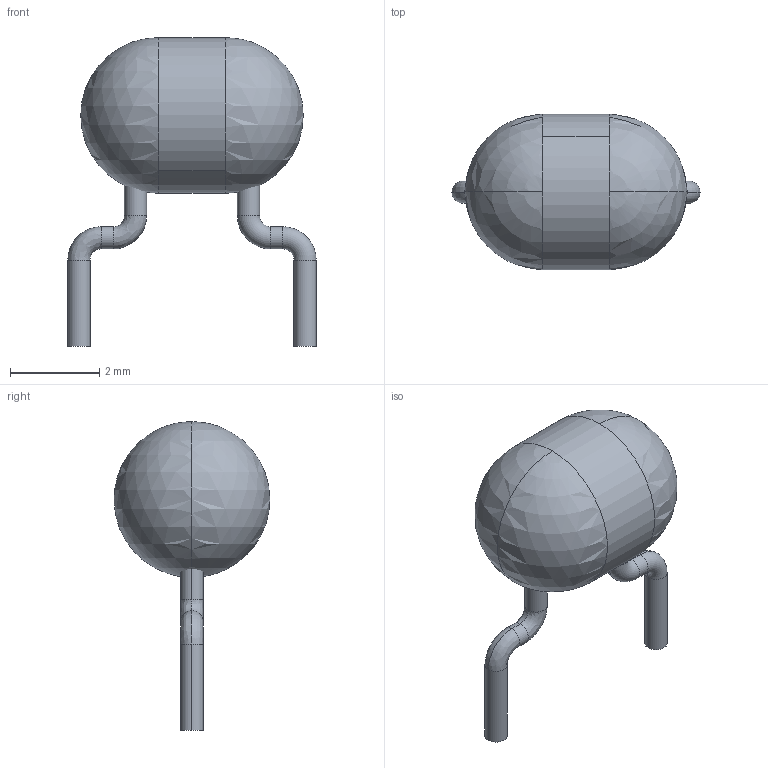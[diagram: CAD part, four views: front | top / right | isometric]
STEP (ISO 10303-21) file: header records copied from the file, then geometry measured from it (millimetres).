
FILE_DESCRIPTION((''),'2;1');
FILE_NAME('CAPRR508-350X500X500.stp','2009-08-24T16:52:01',(''),(''),'Mechanical Desktop 2006','Mechanical Desktop 2006',', , ');
FILE_SCHEMA(('AUTOMOTIVE_DESIGN { 1 2 10303 214 0 1 1 1 }'));
Length unit declared in the file: millimetre
Products named in the file (1): Product
Bounding box: 5.58 x 3.5 x 6.94 mm (x, y, z)
Volume: 39 mm3; surface area: 72.4 mm2
Topology: 3 solids, 3 shells, 30 faces, 67 edges, 35 vertices
Faces by surface type: bspline 12, cylinder 8, sphere 4, torus 4, plane 2
Entity records: 1073 total; most frequent: CARTESIAN_POINT 409, DIRECTION 142, ORIENTED_EDGE 118, AXIS2_PLACEMENT_3D 64, EDGE_CURVE 59, CIRCLE 45, VERTEX_POINT 35, EDGE_LOOP 30
